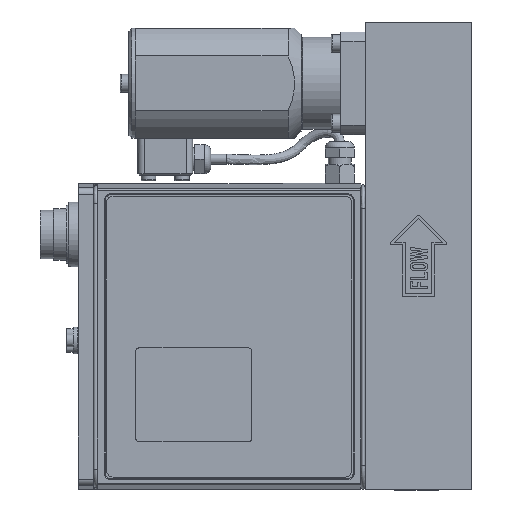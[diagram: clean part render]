
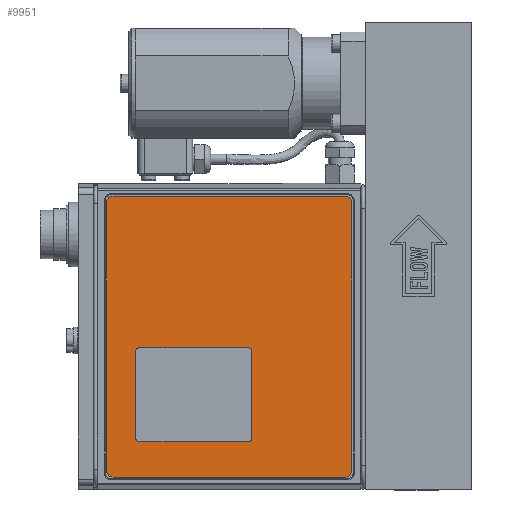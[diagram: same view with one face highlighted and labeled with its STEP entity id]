
A CAD part, left-side view. The second image highlights one B-rep face of the part: STEP entity #9951.
In plain terms, the highlighted planar face has unit normal (-1, 0, 0).
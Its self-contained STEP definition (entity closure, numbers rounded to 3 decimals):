
#236=FACE_BOUND('',#2390,.T.);
#486=CIRCLE('',#10735,1.);
#488=CIRCLE('',#10739,1.);
#490=CIRCLE('',#10743,1.);
#492=CIRCLE('',#10747,1.);
#520=CIRCLE('',#10804,2.);
#521=CIRCLE('',#10807,2.);
#522=CIRCLE('',#10810,2.);
#523=CIRCLE('',#10813,2.);
#1768=FACE_OUTER_BOUND('',#2389,.T.);
#2389=EDGE_LOOP('',(#7812,#7813,#7814,#7815,#7816,#7817,#7818,#7819));
#2390=EDGE_LOOP('',(#7820,#7821,#7822,#7823,#7824,#7825,#7826,#7827));
#3052=LINE('',#15829,#3809);
#3056=LINE('',#15841,#3813);
#3060=LINE('',#15853,#3817);
#3064=LINE('',#15864,#3821);
#3103=LINE('',#16026,#3860);
#3107=LINE('',#16035,#3864);
#3110=LINE('',#16043,#3867);
#3113=LINE('',#16051,#3870);
#3809=VECTOR('',#12386,10.);
#3813=VECTOR('',#12398,10.);
#3817=VECTOR('',#12410,10.);
#3821=VECTOR('',#12422,10.);
#3860=VECTOR('',#12567,10.);
#3864=VECTOR('',#12577,10.);
#3867=VECTOR('',#12586,10.);
#3870=VECTOR('',#12595,10.);
#4687=VERTEX_POINT('',#15819);
#4688=VERTEX_POINT('',#15820);
#4691=VERTEX_POINT('',#15828);
#4693=VERTEX_POINT('',#15834);
#4695=VERTEX_POINT('',#15840);
#4697=VERTEX_POINT('',#15846);
#4699=VERTEX_POINT('',#15852);
#4701=VERTEX_POINT('',#15858);
#4743=VERTEX_POINT('',#16023);
#4744=VERTEX_POINT('',#16025);
#4745=VERTEX_POINT('',#16029);
#4746=VERTEX_POINT('',#16033);
#4747=VERTEX_POINT('',#16037);
#4748=VERTEX_POINT('',#16041);
#4749=VERTEX_POINT('',#16045);
#4750=VERTEX_POINT('',#16049);
#5754=EDGE_CURVE('',#4687,#4688,#486,.T.);
#5758=EDGE_CURVE('',#4691,#4687,#3052,.T.);
#5761=EDGE_CURVE('',#4693,#4691,#488,.T.);
#5764=EDGE_CURVE('',#4695,#4693,#3056,.T.);
#5767=EDGE_CURVE('',#4697,#4695,#490,.T.);
#5770=EDGE_CURVE('',#4699,#4697,#3060,.T.);
#5773=EDGE_CURVE('',#4701,#4699,#492,.T.);
#5776=EDGE_CURVE('',#4688,#4701,#3064,.T.);
#5843=EDGE_CURVE('',#4743,#4744,#3103,.T.);
#5846=EDGE_CURVE('',#4745,#4743,#520,.T.);
#5848=EDGE_CURVE('',#4746,#4745,#3107,.T.);
#5850=EDGE_CURVE('',#4747,#4746,#521,.T.);
#5852=EDGE_CURVE('',#4748,#4747,#3110,.T.);
#5854=EDGE_CURVE('',#4749,#4748,#522,.T.);
#5856=EDGE_CURVE('',#4750,#4749,#3113,.T.);
#5857=EDGE_CURVE('',#4744,#4750,#523,.T.);
#7812=ORIENTED_EDGE('',*,*,#5857,.F.);
#7813=ORIENTED_EDGE('',*,*,#5843,.F.);
#7814=ORIENTED_EDGE('',*,*,#5846,.F.);
#7815=ORIENTED_EDGE('',*,*,#5848,.F.);
#7816=ORIENTED_EDGE('',*,*,#5850,.F.);
#7817=ORIENTED_EDGE('',*,*,#5852,.F.);
#7818=ORIENTED_EDGE('',*,*,#5854,.F.);
#7819=ORIENTED_EDGE('',*,*,#5856,.F.);
#7820=ORIENTED_EDGE('',*,*,#5754,.T.);
#7821=ORIENTED_EDGE('',*,*,#5776,.T.);
#7822=ORIENTED_EDGE('',*,*,#5773,.T.);
#7823=ORIENTED_EDGE('',*,*,#5770,.T.);
#7824=ORIENTED_EDGE('',*,*,#5767,.T.);
#7825=ORIENTED_EDGE('',*,*,#5764,.T.);
#7826=ORIENTED_EDGE('',*,*,#5761,.T.);
#7827=ORIENTED_EDGE('',*,*,#5758,.T.);
#9495=PLANE('',#10814);
#9951=ADVANCED_FACE('',(#1768,#236),#9495,.T.);
#10735=AXIS2_PLACEMENT_3D('',#15821,#12378,#12379);
#10739=AXIS2_PLACEMENT_3D('',#15835,#12391,#12392);
#10743=AXIS2_PLACEMENT_3D('',#15847,#12403,#12404);
#10747=AXIS2_PLACEMENT_3D('',#15859,#12415,#12416);
#10804=AXIS2_PLACEMENT_3D('',#16031,#12572,#12573);
#10807=AXIS2_PLACEMENT_3D('',#16039,#12581,#12582);
#10810=AXIS2_PLACEMENT_3D('',#16047,#12590,#12591);
#10813=AXIS2_PLACEMENT_3D('',#16053,#12598,#12599);
#10814=AXIS2_PLACEMENT_3D('',#16054,#12600,#12601);
#12378=DIRECTION('center_axis',(1.,0.,0.));
#12379=DIRECTION('ref_axis',(0.,-1.,0.));
#12386=DIRECTION('',(0.,-1.,0.));
#12391=DIRECTION('center_axis',(1.,0.,0.));
#12392=DIRECTION('ref_axis',(0.,0.,
1.));
#12398=DIRECTION('',(0.,0.,1.));
#12403=DIRECTION('center_axis',(1.,0.,0.));
#12404=DIRECTION('ref_axis',(0.,1.,0.));
#12410=DIRECTION('',(0.,1.,0.));
#12415=DIRECTION('center_axis',(1.,0.,0.));
#12416=DIRECTION('ref_axis',(0.,0.,-1.));
#12422=DIRECTION('',(0.,0.,-1.));
#12567=DIRECTION('',(0.,1.,0.));
#12572=DIRECTION('center_axis',(1.,0.,0.));
#12573=DIRECTION('ref_axis',(0.,0.,
1.));
#12577=DIRECTION('',(0.,0.,-1.));
#12581=DIRECTION('center_axis',(1.,0.,0.));
#12582=DIRECTION('ref_axis',(0.,1.,0.));
#12586=DIRECTION('',(0.,-1.,0.));
#12590=DIRECTION('center_axis',(1.,0.,0.));
#12591=DIRECTION('ref_axis',(0.,0.,
-1.));
#12595=DIRECTION('',(0.,0.,1.));
#12598=DIRECTION('center_axis',(1.,0.,0.));
#12599=DIRECTION('ref_axis',(0.,-1.,0.));
#12600=DIRECTION('center_axis',(-1.,0.,0.));
#12601=DIRECTION('ref_axis',(0.,0.,
1.));
#15819=CARTESIAN_POINT('',(-15.354,-109.446,58.124));
#15820=CARTESIAN_POINT('',(-15.354,-110.446,57.124));
#15821=CARTESIAN_POINT('Origin',(-15.354,-109.446,57.124));
#15828=CARTESIAN_POINT('',(-15.354,-75.446,58.124));
#15829=CARTESIAN_POINT('',(-15.354,-89.446,58.124));
#15834=CARTESIAN_POINT('',(-15.354,-74.446,57.124));
#15835=CARTESIAN_POINT('Origin',(-15.354,-75.446,57.124));
#15840=CARTESIAN_POINT('',(-15.354,-74.446,30.124));
#15841=CARTESIAN_POINT('',(-15.354,-74.446,45.874));
#15846=CARTESIAN_POINT('',(-15.354,-75.446,29.124));
#15847=CARTESIAN_POINT('Origin',(-15.354,-75.446,30.124));
#15852=CARTESIAN_POINT('',(-15.354,-109.446,29.124));
#15853=CARTESIAN_POINT('',(-15.354,-106.446,29.124));
#15858=CARTESIAN_POINT('',(-15.354,-110.446,30.124));
#15859=CARTESIAN_POINT('Origin',(-15.354,-109.446,30.124));
#15864=CARTESIAN_POINT('',(-15.354,-110.446,59.374));
#16023=CARTESIAN_POINT('',(-15.354,-139.446,18.124));
#16025=CARTESIAN_POINT('',(-15.354,-67.446,18.124));
#16026=CARTESIAN_POINT('',(-15.354,-139.446,18.124));
#16029=CARTESIAN_POINT('',(-15.354,-141.446,20.124));
#16031=CARTESIAN_POINT('Origin',(-15.354,-139.446,20.124));
#16033=CARTESIAN_POINT('',(-15.354,-141.446,103.124));
#16035=CARTESIAN_POINT('',(-15.354,-141.446,103.124));
#16037=CARTESIAN_POINT('',(-15.354,-139.446,105.124));
#16039=CARTESIAN_POINT('Origin',(-15.354,-139.446,103.124));
#16041=CARTESIAN_POINT('',(-15.354,-67.446,105.124));
#16043=CARTESIAN_POINT('',(-15.354,-67.446,105.124));
#16045=CARTESIAN_POINT('',(-15.354,-65.446,103.124));
#16047=CARTESIAN_POINT('Origin',(-15.354,-67.446,103.124));
#16049=CARTESIAN_POINT('',(-15.354,-65.446,20.124));
#16051=CARTESIAN_POINT('',(-15.354,-65.446,20.124));
#16053=CARTESIAN_POINT('Origin',(-15.354,-67.446,20.124));
#16054=CARTESIAN_POINT('Origin',(-15.354,-103.446,61.624));
